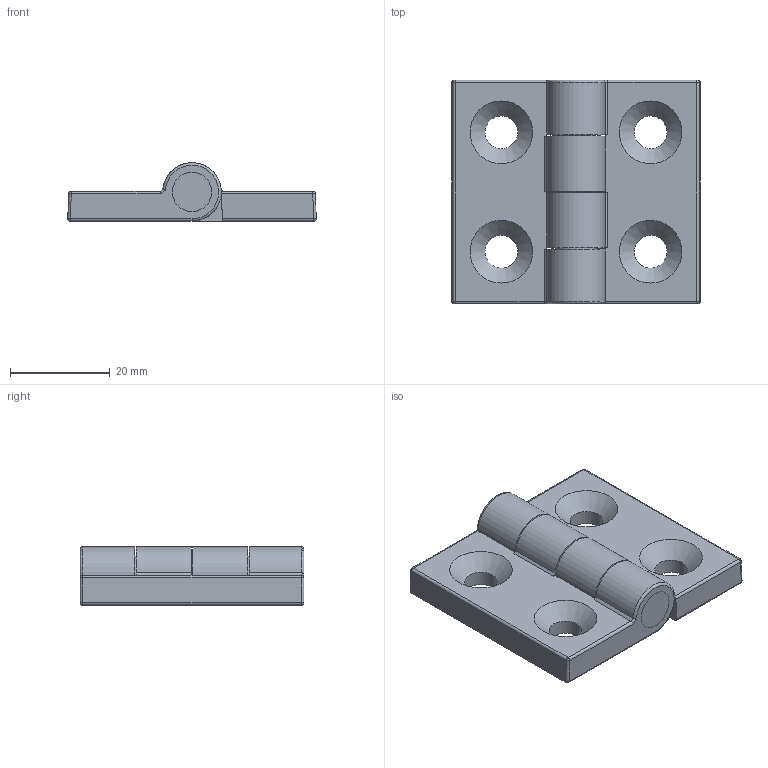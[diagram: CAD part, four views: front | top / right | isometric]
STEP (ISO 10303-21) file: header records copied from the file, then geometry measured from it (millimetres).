
FILE_DESCRIPTION(/* description */ (''),/* implementation_level */ '2;1');
FILE_NAME(/* name */ 'Hinge - Black thermoplastic - for 3030 - 45mm Length v1.step',/* time_stamp */ '2024-03-12T17:18:07Z',/* author */ (''),/* organization */ (''),/* preprocessor_version */ 'ST-DEVELOPER v20',/* originating_system */ 'Autodesk Translation Framework v12.20.1.177',/* authorisation */ '');
FILE_SCHEMA (('AUTOMOTIVE_DESIGN { 1 0 10303 214 3 1 1 }'));
Length unit declared in the file: millimetre
Products named in the file (4): HW1848GC; _Hinge Left; _Hinge Right; HW1848GC_1
Assembly tree (3 placements, depth 2):
  HW1848GC
    _Hinge Left
    _Hinge Right
    HW1848GC_1
Bounding box: 49.95 x 45 x 11.74 mm (x, y, z)
Volume: 14059.5 mm3; surface area: 9031.3 mm2
Topology: 3 solids, 3 shells, 71 faces, 161 edges, 96 vertices
Faces by surface type: cylinder 31, plane 26, sphere 8, cone 4, torus 2
Full cylindrical faces by diameter (mm): 6.6 x4, 7.9 x5
Entity records: 2152 total; most frequent: DIRECTION 379, CARTESIAN_POINT 361, ORIENTED_EDGE 322, EDGE_CURVE 161, AXIS2_PLACEMENT_3D 142, VERTEX_POINT 96, LINE 95, VECTOR 95
